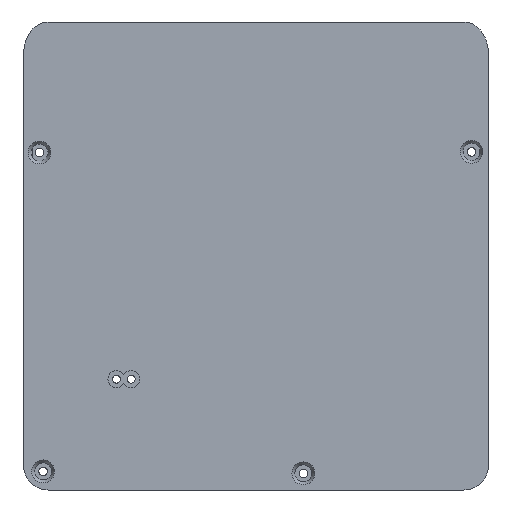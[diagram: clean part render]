
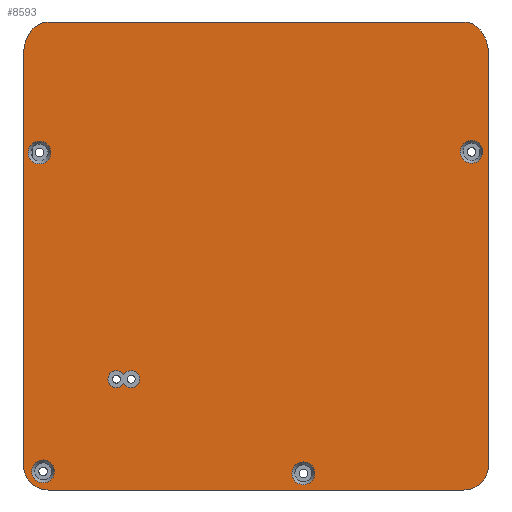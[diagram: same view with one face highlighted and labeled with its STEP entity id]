
A CAD part, front view. The second image highlights one B-rep face of the part: STEP entity #8593.
In plain terms, the highlighted planar face has unit normal (0, -1, 0).
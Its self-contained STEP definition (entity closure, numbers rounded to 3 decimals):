
#115=ELLIPSE('',#9363,13.054,10.);
#116=ELLIPSE('',#9364,13.054,10.);
#347=FACE_BOUND('',#1427,.T.);
#348=FACE_BOUND('',#1428,.T.);
#349=FACE_BOUND('',#1429,.T.);
#350=FACE_BOUND('',#1430,.T.);
#351=FACE_BOUND('',#1431,.T.);
#550=PLANE('',#9361);
#899=FACE_OUTER_BOUND('',#1426,.T.);
#1426=EDGE_LOOP('',(#6910,#6911,#6912,#6913,#6914,#6915,#6916,#6917));
#1427=EDGE_LOOP('',(#6918,#6919));
#1428=EDGE_LOOP('',(#6920));
#1429=EDGE_LOOP('',(#6921));
#1430=EDGE_LOOP('',(#6922));
#1431=EDGE_LOOP('',(#6923,#6924));
#2065=LINE('',#13911,#2811);
#2129=LINE('',#14101,#2875);
#2130=LINE('',#14105,#2876);
#2131=LINE('',#14109,#2877);
#2132=LINE('',#14114,#2878);
#2811=VECTOR('',#10922,10.);
#2875=VECTOR('',#11108,10.);
#2876=VECTOR('',#11111,10.);
#2877=VECTOR('',#11114,10.);
#2878=VECTOR('',#11119,10.);
#3383=CIRCLE('',#9360,3.5);
#3384=CIRCLE('',#9362,10.);
#3385=CIRCLE('',#9365,10.);
#3386=CIRCLE('',#9366,4.655);
#3387=CIRCLE('',#9367,4.655);
#3388=CIRCLE('',#9368,4.655);
#3389=CIRCLE('',#9369,4.655);
#3390=CIRCLE('',#9370,3.5);
#3949=VERTEX_POINT('',#13909);
#3950=VERTEX_POINT('',#13910);
#4011=VERTEX_POINT('',#14090);
#4013=VERTEX_POINT('',#14094);
#4014=VERTEX_POINT('',#14098);
#4015=VERTEX_POINT('',#14100);
#4016=VERTEX_POINT('',#14102);
#4017=VERTEX_POINT('',#14104);
#4018=VERTEX_POINT('',#14106);
#4019=VERTEX_POINT('',#14108);
#4020=VERTEX_POINT('',#14111);
#4021=VERTEX_POINT('',#14112);
#4022=VERTEX_POINT('',#14115);
#4023=VERTEX_POINT('',#14117);
#4024=VERTEX_POINT('',#14119);
#4952=EDGE_CURVE('',#3949,#3950,#2065,.T.);
#5046=EDGE_CURVE('',#4011,#4013,#3383,.T.);
#5047=EDGE_CURVE('',#4014,#3950,#3384,.T.);
#5048=EDGE_CURVE('',#4014,#4015,#2129,.T.);
#5049=EDGE_CURVE('',#4016,#4015,#115,.T.);
#5050=EDGE_CURVE('',#4016,#4017,#2130,.T.);
#5051=EDGE_CURVE('',#4018,#4017,#116,.T.);
#5052=EDGE_CURVE('',#4018,#4019,#2131,.T.);
#5053=EDGE_CURVE('',#3949,#4019,#3385,.T.);
#5054=EDGE_CURVE('',#4020,#4021,#3386,.T.);
#5055=EDGE_CURVE('',#4021,#4020,#2132,.T.);
#5056=EDGE_CURVE('',#4022,#4022,#3387,.T.);
#5057=EDGE_CURVE('',#4023,#4023,#3388,.T.);
#5058=EDGE_CURVE('',#4024,#4024,#3389,.T.);
#5059=EDGE_CURVE('',#4013,#4011,#3390,.T.);
#6910=ORIENTED_EDGE('',*,*,#4952,.T.);
#6911=ORIENTED_EDGE('',*,*,#5047,.F.);
#6912=ORIENTED_EDGE('',*,*,#5048,.T.);
#6913=ORIENTED_EDGE('',*,*,#5049,.F.);
#6914=ORIENTED_EDGE('',*,*,#5050,.T.);
#6915=ORIENTED_EDGE('',*,*,#5051,.F.);
#6916=ORIENTED_EDGE('',*,*,#5052,.T.);
#6917=ORIENTED_EDGE('',*,*,#5053,.F.);
#6918=ORIENTED_EDGE('',*,*,#5054,.T.);
#6919=ORIENTED_EDGE('',*,*,#5055,.T.);
#6920=ORIENTED_EDGE('',*,*,#5056,.T.);
#6921=ORIENTED_EDGE('',*,*,#5057,.T.);
#6922=ORIENTED_EDGE('',*,*,#5058,.T.);
#6923=ORIENTED_EDGE('',*,*,#5046,.T.);
#6924=ORIENTED_EDGE('',*,*,#5059,.T.);
#8593=ADVANCED_FACE('',(#899,#347,#348,#349,#350,#351),#550,.F.);
#9360=AXIS2_PLACEMENT_3D('',#14096,#11102,#11103);
#9361=AXIS2_PLACEMENT_3D('',#14097,#11104,#11105);
#9362=AXIS2_PLACEMENT_3D('',#14099,#11106,#11107);
#9363=AXIS2_PLACEMENT_3D('',#14103,#11109,#11110);
#9364=AXIS2_PLACEMENT_3D('',#14107,#11112,#11113);
#9365=AXIS2_PLACEMENT_3D('',#14110,#11115,#11116);
#9366=AXIS2_PLACEMENT_3D('',#14113,#11117,#11118);
#9367=AXIS2_PLACEMENT_3D('',#14116,#11120,#11121);
#9368=AXIS2_PLACEMENT_3D('',#14118,#11122,#11123);
#9369=AXIS2_PLACEMENT_3D('',#14120,#11124,#11125);
#9370=AXIS2_PLACEMENT_3D('',#14121,#11126,#11127);
#10922=DIRECTION('',(1.,0.,0.));
#11102=DIRECTION('center_axis',(0.,1.,0.));
#11103=DIRECTION('ref_axis',(0.,0.,-1.));
#11104=DIRECTION('center_axis',(0.,1.,0.));
#11105=DIRECTION('ref_axis',(1.,0.,0.));
#11106=DIRECTION('center_axis',(0.,1.,0.));
#11107=DIRECTION('ref_axis',(0.707,0.,-0.707));
#11108=DIRECTION('',(0.,0.,1.));
#11109=DIRECTION('center_axis',(0.,1.,0.));
#11110=DIRECTION('ref_axis',(0.,0.,1.));
#11111=DIRECTION('',(-1.,0.,0.));
#11112=DIRECTION('center_axis',(0.,1.,0.));
#11113=DIRECTION('ref_axis',(0.,0.,1.));
#11114=DIRECTION('',(0.,0.,-1.));
#11115=DIRECTION('center_axis',(0.,1.,0.));
#11116=DIRECTION('ref_axis',(-0.707,0.,-0.707));
#11117=DIRECTION('center_axis',(0.,1.,0.));
#11118=DIRECTION('ref_axis',(-1.,0.,0.));
#11119=DIRECTION('',(0.,0.,-1.));
#11120=DIRECTION('center_axis',(0.,1.,0.));
#11121=DIRECTION('ref_axis',(-1.,0.,0.));
#11122=DIRECTION('center_axis',(0.,1.,0.));
#11123=DIRECTION('ref_axis',(-1.,0.,0.));
#11124=DIRECTION('center_axis',(0.,1.,0.));
#11125=DIRECTION('ref_axis',(-1.,0.,0.));
#11126=DIRECTION('center_axis',(0.,1.,0.));
#11127=DIRECTION('ref_axis',(0.,0.,-1.));
#13909=CARTESIAN_POINT('',(10.,0.,0.));
#13910=CARTESIAN_POINT('',(180.,0.,0.));
#13911=CARTESIAN_POINT('',(0.,0.,0.));
#14090=CARTESIAN_POINT('',(40.964,0.,47.107));
#14094=CARTESIAN_POINT('',(40.964,0.,43.502));
#14096=CARTESIAN_POINT('Origin',(43.964,0.,45.304));
#14097=CARTESIAN_POINT('Origin',(95.,0.,60.));
#14098=CARTESIAN_POINT('',(190.,0.,10.));
#14099=CARTESIAN_POINT('Origin',(180.,0.,10.));
#14100=CARTESIAN_POINT('',(190.,0.,178.269));
#14101=CARTESIAN_POINT('',(190.,0.,0.));
#14102=CARTESIAN_POINT('',(180.,0.,191.323));
#14103=CARTESIAN_POINT('Origin',(180.,0.,178.269));
#14104=CARTESIAN_POINT('',(10.,0.,191.323));
#14105=CARTESIAN_POINT('',(47.5,0.,191.323));
#14106=CARTESIAN_POINT('',(0.,0.,178.269));
#14107=CARTESIAN_POINT('Origin',(10.,0.,178.269));
#14108=CARTESIAN_POINT('',(0.,0.,10.));
#14109=CARTESIAN_POINT('',(0.,0.,120.));
#14110=CARTESIAN_POINT('Origin',(10.,0.,10.));
#14111=CARTESIAN_POINT('',(187.655,0.,137.055));
#14112=CARTESIAN_POINT('',(187.655,0.,139.457));
#14113=CARTESIAN_POINT('Origin',(183.158,0.,138.256));
#14114=CARTESIAN_POINT('',(187.655,0.,99.647));
#14115=CARTESIAN_POINT('',(12.665,0.,7.631));
#14116=CARTESIAN_POINT('Origin',(8.01,0.,7.631));
#14117=CARTESIAN_POINT('',(118.995,0.,6.828));
#14118=CARTESIAN_POINT('Origin',(114.341,0.,6.828));
#14119=CARTESIAN_POINT('',(11.13,0.,137.934));
#14120=CARTESIAN_POINT('Origin',(6.475,0.,137.934));
#14121=CARTESIAN_POINT('Origin',(37.964,0.,45.304));
